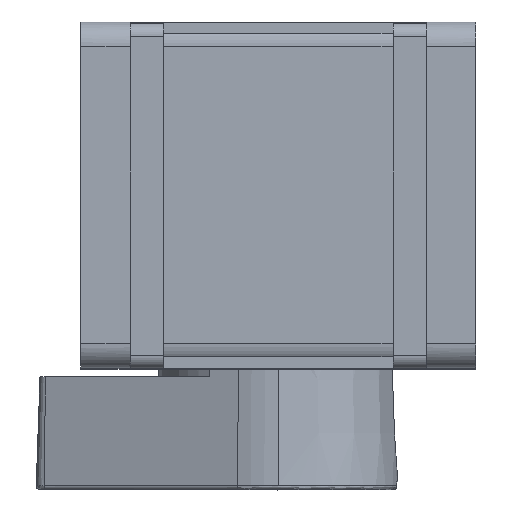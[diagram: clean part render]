
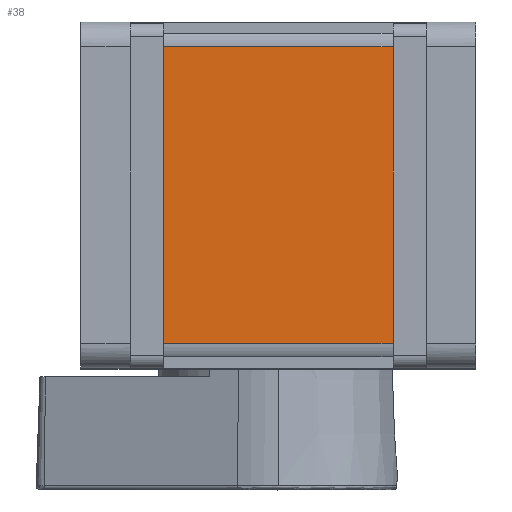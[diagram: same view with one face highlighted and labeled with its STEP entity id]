
A CAD part, top view. The second image highlights one B-rep face of the part: STEP entity #38.
In plain terms, the highlighted planar face has unit normal (0, -0.001, 1).
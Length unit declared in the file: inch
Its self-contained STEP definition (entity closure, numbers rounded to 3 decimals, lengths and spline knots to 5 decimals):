
#38 = ADVANCED_FACE ( 'NONE', ( #4153 ), #8575, .T. ) ;
#175 = LINE ( 'NONE', #8214, #412 ) ;
#222 = EDGE_LOOP ( 'NONE', ( #2224, #1960, #13978, #8381 ) ) ;
#412 = VECTOR ( 'NONE', #12802, 39.37008 ) ;
#699 = DIRECTION ( 'NONE',  ( 0., -1., -0.001 ) ) ;
#852 = CARTESIAN_POINT ( 'NONE',  ( 0.6285, 1.12886, 1.31186 ) ) ;
#1142 = VECTOR ( 'NONE', #9184, 39.37008 ) ;
#1696 = CARTESIAN_POINT ( 'NONE',  ( 3., -1.12914, 1.31014 ) ) ;
#1722 = EDGE_CURVE ( 'NONE', #12422, #12043, #12854, .T. ) ;
#1960 = ORIENTED_EDGE ( 'NONE', *, *, #1722, .T. ) ;
#2224 = ORIENTED_EDGE ( 'NONE', *, *, #11704, .T. ) ;
#2561 = VERTEX_POINT ( 'NONE', #11308 ) ;
#3923 = EDGE_CURVE ( 'NONE', #2561, #4655, #175, .T. ) ;
#4153 = FACE_OUTER_BOUND ( 'NONE', #222, .T. ) ;
#4655 = VERTEX_POINT ( 'NONE', #6523 ) ;
#5114 = CARTESIAN_POINT ( 'NONE',  ( 3., 1.12886, 1.31186 ) ) ;
#5365 = DIRECTION ( 'NONE',  ( 0., -0.001, 1. ) ) ;
#5918 = AXIS2_PLACEMENT_3D ( 'NONE', #13165, #5365, #699 ) ;
#6523 = CARTESIAN_POINT ( 'NONE',  ( 2.3715, 1.12886, 1.31186 ) ) ;
#7323 = DIRECTION ( 'NONE',  ( -1., 0., 0. ) ) ;
#8125 = CARTESIAN_POINT ( 'NONE',  ( 0.6285, 1.12886, 1.31186 ) ) ;
#8214 = CARTESIAN_POINT ( 'NONE',  ( 2.3715, -1.12914, 1.31014 ) ) ;
#8259 = EDGE_CURVE ( 'NONE', #2561, #12043, #12606, .T. ) ;
#8381 = ORIENTED_EDGE ( 'NONE', *, *, #3923, .T. ) ;
#8575 = PLANE ( 'NONE',  #5918 ) ;
#8884 = VECTOR ( 'NONE', #13152, 39.37008 ) ;
#9184 = DIRECTION ( 'NONE',  ( 0., -1., -0.001 ) ) ;
#10472 = VECTOR ( 'NONE', #7323, 39.37008 ) ;
#10826 = LINE ( 'NONE', #5114, #8884 ) ;
#11308 = CARTESIAN_POINT ( 'NONE',  ( 2.3715, -1.12914, 1.31014 ) ) ;
#11704 = EDGE_CURVE ( 'NONE', #4655, #12422, #10826, .T. ) ;
#12043 = VERTEX_POINT ( 'NONE', #13058 ) ;
#12422 = VERTEX_POINT ( 'NONE', #852 ) ;
#12606 = LINE ( 'NONE', #1696, #10472 ) ;
#12802 = DIRECTION ( 'NONE',  ( 0., 1., 0.001 ) ) ;
#12854 = LINE ( 'NONE', #8125, #1142 ) ;
#13058 = CARTESIAN_POINT ( 'NONE',  ( 0.6285, -1.12914, 1.31014 ) ) ;
#13152 = DIRECTION ( 'NONE',  ( -1., 0., 0. ) ) ;
#13165 = CARTESIAN_POINT ( 'NONE',  ( 3., -1.12914, 1.31014 ) ) ;
#13978 = ORIENTED_EDGE ( 'NONE', *, *, #8259, .F. ) ;
